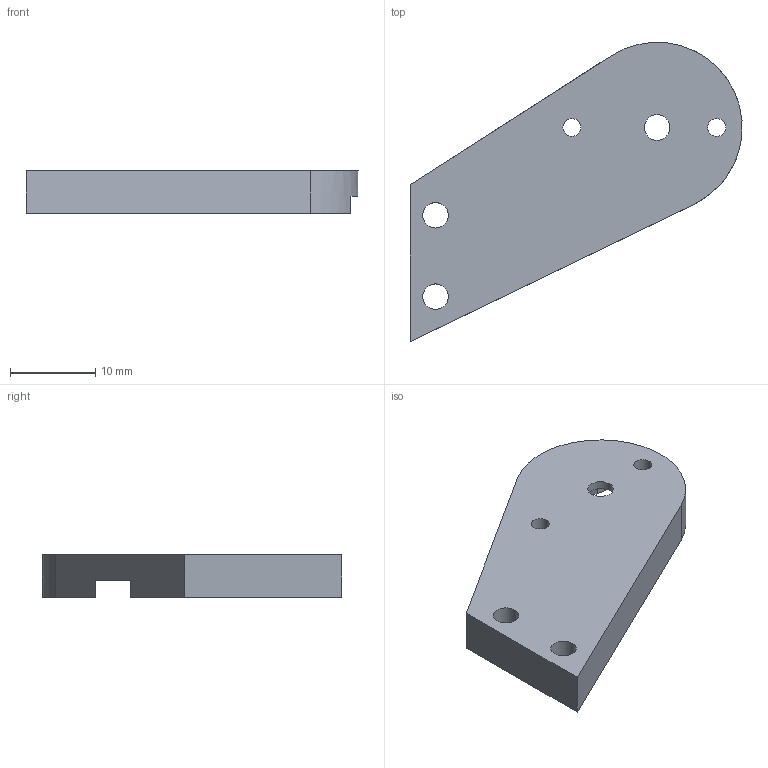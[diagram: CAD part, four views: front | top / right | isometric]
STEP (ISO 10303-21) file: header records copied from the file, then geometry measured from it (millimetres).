
FILE_DESCRIPTION (( 'STEP AP214' ), '1' );
FILE_NAME ('33757216402115959080.STEP', '2026-01-21T07:29:04', ( '' ), ( '' ), 'SwSTEP 2.0', 'SolidWorks 2025', '' );
FILE_SCHEMA (( 'AUTOMOTIVE_DESIGN' ));
Length unit declared in the file: millimetre
Products named in the file (1): 33757216402115959080
Bounding box: 38.97 x 35.11 x 5 mm (x, y, z)
Volume: 3034.7 mm3; surface area: 2318.2 mm2
Topology: 1 solids, 1 shells, 28 faces, 75 edges, 50 vertices
Faces by surface type: cylinder 16, plane 12
Entity records: 936 total; most frequent: DIRECTION 167, CARTESIAN_POINT 154, ORIENTED_EDGE 150, EDGE_CURVE 75, AXIS2_PLACEMENT_3D 63, VERTEX_POINT 50, VECTOR 41, LINE 41
